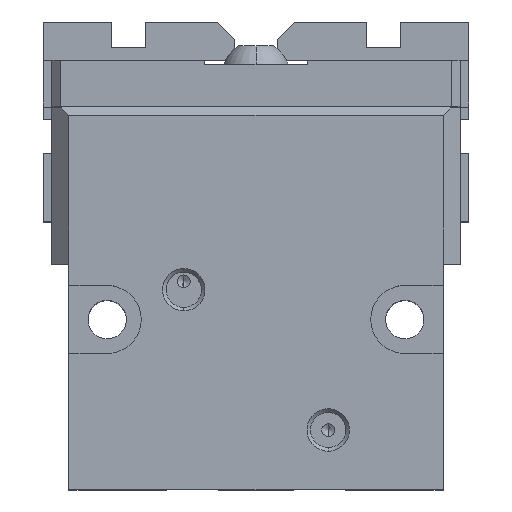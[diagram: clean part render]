
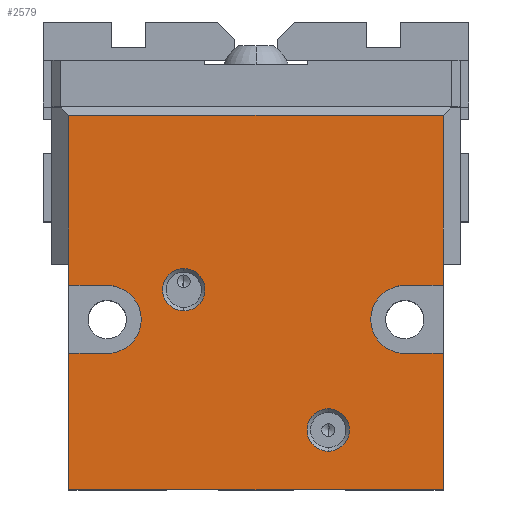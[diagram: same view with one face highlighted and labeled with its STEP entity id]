
A CAD part, top view. The second image highlights one B-rep face of the part: STEP entity #2579.
In plain terms, the highlighted planar face has unit normal (0, 0, 1).
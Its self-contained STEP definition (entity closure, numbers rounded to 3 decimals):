
#1593 = EDGE_CURVE( '', #2701, #1929, #4632, .T. );
#1595 = EDGE_CURVE( '', #1941, #4165, #4634, .T. );
#1617 = VERTEX_POINT( '', #4657 );
#1645 = EDGE_CURVE( '', #2375, #2741, #4686, .T. );
#1841 = VERTEX_POINT( '', #4896 );
#1913 = EDGE_CURVE( '', #2701, #2081, #4974, .T. );
#1929 = VERTEX_POINT( '', #4991 );
#1941 = VERTEX_POINT( '', #5005 );
#1969 = EDGE_CURVE( '', #2549, #1617, #5036, .T. );
#1997 = EDGE_CURVE( '', #2967, #4525, #5068, .T. );
#2001 = VERTEX_POINT( '', #5072 );
#2019 = EDGE_CURVE( '', #2741, #2375, #5091, .T. );
#2081 = VERTEX_POINT( '', #5160 );
#2263 = VERTEX_POINT( '', #5363 );
#2375 = VERTEX_POINT( '', #5491 );
#2549 = VERTEX_POINT( '', #5686 );
#2579 = ADVANCED_FACE( '', ( #5717, #5718, #5719 ), #5720, .T. );
#2701 = VERTEX_POINT( '', #5860 );
#2741 = VERTEX_POINT( '', #5905 );
#2967 = VERTEX_POINT( '', #6158 );
#2991 = EDGE_CURVE( '', #3303, #4409, #6186, .T. );
#3211 = EDGE_CURVE( '', #2263, #1841, #6433, .T. );
#3303 = VERTEX_POINT( '', #6532 );
#3371 = VERTEX_POINT( '', #6612 );
#3411 = EDGE_CURVE( '', #1841, #2001, #6659, .T. );
#3437 = EDGE_CURVE( '', #4409, #3903, #6685, .T. );
#3767 = EDGE_CURVE( '', #3371, #1617, #7050, .T. );
#3903 = VERTEX_POINT( '', #7199 );
#4105 = EDGE_CURVE( '', #2001, #1941, #7419, .T. );
#4141 = EDGE_CURVE( '', #4165, #3371, #7461, .T. );
#4165 = VERTEX_POINT( '', #7487 );
#4185 = EDGE_CURVE( '', #4525, #2967, #7509, .T. );
#4211 = EDGE_CURVE( '', #3903, #2081, #7536, .T. );
#4409 = VERTEX_POINT( '', #7755 );
#4477 = EDGE_CURVE( '', #3303, #2549, #7828, .T. );
#4525 = VERTEX_POINT( '', #7889 );
#4549 = EDGE_CURVE( '', #1929, #2263, #7915, .T. );
#4632 = LINE( '', #8032, #8033 );
#4634 = LINE( '', #8036, #8037 );
#4657 = CARTESIAN_POINT( '', ( -22., 44., 16. ) );
#4686 = CIRCLE( '', #8111, 2.5 );
#4896 = CARTESIAN_POINT( '', ( 17.5, 16., 16. ) );
#4974 = LINE( '', #8580, #8581 );
#4991 = CARTESIAN_POINT( '', ( 22., 0., 16. ) );
#5005 = CARTESIAN_POINT( '', ( 22., 24., 16. ) );
#5036 = LINE( '', #8669, #8670 );
#5068 = CIRCLE( '', #8711, 2.5 );
#5072 = CARTESIAN_POINT( '', ( 17.5, 24., 16. ) );
#5091 = CIRCLE( '', #8741, 2.5 );
#5160 = CARTESIAN_POINT( '', ( -22., 16., 16. ) );
#5363 = CARTESIAN_POINT( '', ( 22., 16., 16. ) );
#5491 = CARTESIAN_POINT( '', ( 8.5, 9.5, 16. ) );
#5686 = CARTESIAN_POINT( '', ( -22., 26.5, 16. ) );
#5717 = FACE_OUTER_BOUND( '', #9610, .T. );
#5718 = FACE_BOUND( '', #9611, .T. );
#5719 = FACE_BOUND( '', #9612, .T. );
#5720 = PLANE( '', #9613 );
#5860 = CARTESIAN_POINT( '', ( -22., 0., 16. ) );
#5905 = CARTESIAN_POINT( '', ( 8.5, 4.5, 16. ) );
#6158 = CARTESIAN_POINT( '', ( -8.5, 26., 16. ) );
#6186 = LINE( '', #10290, #10291 );
#6433 = LINE( '', #10649, #10650 );
#6532 = CARTESIAN_POINT( '', ( -22., 24., 16. ) );
#6612 = CARTESIAN_POINT( '', ( 22., 44., 16. ) );
#6659 = CIRCLE( '', #10964, 4. );
#6685 = CIRCLE( '', #10999, 4. );
#7050 = LINE( '', #11496, #11497 );
#7199 = CARTESIAN_POINT( '', ( -17.5, 16., 16. ) );
#7419 = LINE( '', #12038, #12039 );
#7461 = LINE( '', #12113, #12114 );
#7487 = CARTESIAN_POINT( '', ( 22., 26.5, 16. ) );
#7509 = CIRCLE( '', #12178, 2.5 );
#7536 = LINE( '', #12219, #12220 );
#7755 = CARTESIAN_POINT( '', ( -17.5, 24., 16. ) );
#7828 = LINE( '', #12657, #12658 );
#7889 = CARTESIAN_POINT( '', ( -8.5, 21., 16. ) );
#7915 = LINE( '', #12767, #12768 );
#8032 = CARTESIAN_POINT( '', ( -22., 0., 16. ) );
#8033 = VECTOR( '', #12853, 1. );
#8036 = CARTESIAN_POINT( '', ( 22., 0., 16. ) );
#8037 = VECTOR( '', #12854, 1. );
#8111 = AXIS2_PLACEMENT_3D( '', #12889, #12890, #12891 );
#8580 = CARTESIAN_POINT( '', ( -22., 0., 16. ) );
#8581 = VECTOR( '', #13157, 1. );
#8669 = CARTESIAN_POINT( '', ( -22., 26.5, 16. ) );
#8670 = VECTOR( '', #13227, 1. );
#8711 = AXIS2_PLACEMENT_3D( '', #13267, #13268, #13269 );
#8741 = AXIS2_PLACEMENT_3D( '', #13284, #13285, #13286 );
#9610 = EDGE_LOOP( '', ( #13975, #13976, #13977, #13978, #13979, #13980, #13981, #13982, #13983, #13984, #13985, #13986, #13987, #13988 ) );
#9611 = EDGE_LOOP( '', ( #13989, #13990 ) );
#9612 = EDGE_LOOP( '', ( #13991, #13992 ) );
#9613 = AXIS2_PLACEMENT_3D( '', #13993, #13994, #13995 );
#10290 = CARTESIAN_POINT( '', ( -4., 24., 16. ) );
#10291 = VECTOR( '', #14537, 1. );
#10649 = CARTESIAN_POINT( '', ( 25., 16., 16. ) );
#10650 = VECTOR( '', #14863, 1. );
#10964 = AXIS2_PLACEMENT_3D( '', #15156, #15157, #15158 );
#10999 = AXIS2_PLACEMENT_3D( '', #15163, #15164, #15165 );
#11496 = CARTESIAN_POINT( '', ( 23.5, 44., 16. ) );
#11497 = VECTOR( '', #15577, 1. );
#12038 = CARTESIAN_POINT( '', ( 19.75, 24., 16. ) );
#12039 = VECTOR( '', #15956, 1. );
#12113 = CARTESIAN_POINT( '', ( 22., 26.5, 16. ) );
#12114 = VECTOR( '', #16020, 1. );
#12178 = AXIS2_PLACEMENT_3D( '', #16063, #16064, #16065 );
#12219 = CARTESIAN_POINT( '', ( 2.25, 16., 16. ) );
#12220 = VECTOR( '', #16090, 1. );
#12657 = CARTESIAN_POINT( '', ( -22., 0., 16. ) );
#12658 = VECTOR( '', #16426, 1. );
#12767 = CARTESIAN_POINT( '', ( 22., 0., 16. ) );
#12768 = VECTOR( '', #16563, 1. );
#12853 = DIRECTION( '', ( 1., 0., 0. ) );
#12854 = DIRECTION( '', ( 0., 1., 0. ) );
#12889 = CARTESIAN_POINT( '', ( 8.5, 7., 16. ) );
#12890 = DIRECTION( '', ( 0., 0., -1. ) );
#12891 = DIRECTION( '', ( 0., 1., 0. ) );
#13157 = DIRECTION( '', ( 0., 1., 0. ) );
#13227 = DIRECTION( '', ( 0., 1., 0. ) );
#13267 = CARTESIAN_POINT( '', ( -8.5, 23.5, 16. ) );
#13268 = DIRECTION( '', ( 0., 0., -1. ) );
#13269 = DIRECTION( '', ( 0., 1., 0. ) );
#13284 = CARTESIAN_POINT( '', ( 8.5, 7., 16. ) );
#13285 = DIRECTION( '', ( 0., 0., -1. ) );
#13286 = DIRECTION( '', ( 0., 1., 0. ) );
#13975 = ORIENTED_EDGE( '', *, *, #4477, .F. );
#13976 = ORIENTED_EDGE( '', *, *, #2991, .T. );
#13977 = ORIENTED_EDGE( '', *, *, #3437, .T. );
#13978 = ORIENTED_EDGE( '', *, *, #4211, .T. );
#13979 = ORIENTED_EDGE( '', *, *, #1913, .F. );
#13980 = ORIENTED_EDGE( '', *, *, #1593, .T. );
#13981 = ORIENTED_EDGE( '', *, *, #4549, .T. );
#13982 = ORIENTED_EDGE( '', *, *, #3211, .T. );
#13983 = ORIENTED_EDGE( '', *, *, #3411, .T. );
#13984 = ORIENTED_EDGE( '', *, *, #4105, .T. );
#13985 = ORIENTED_EDGE( '', *, *, #1595, .T. );
#13986 = ORIENTED_EDGE( '', *, *, #4141, .T. );
#13987 = ORIENTED_EDGE( '', *, *, #3767, .T. );
#13988 = ORIENTED_EDGE( '', *, *, #1969, .F. );
#13989 = ORIENTED_EDGE( '', *, *, #1997, .T. );
#13990 = ORIENTED_EDGE( '', *, *, #4185, .T. );
#13991 = ORIENTED_EDGE( '', *, *, #1645, .T. );
#13992 = ORIENTED_EDGE( '', *, *, #2019, .T. );
#13993 = CARTESIAN_POINT( '', ( 22., 0., 16. ) );
#13994 = DIRECTION( '', ( 0., 0., 1. ) );
#13995 = DIRECTION( '', ( 1., 0., 0. ) );
#14537 = DIRECTION( '', ( 1., 0., 0. ) );
#14863 = DIRECTION( '', ( -1., 0., 0. ) );
#15156 = CARTESIAN_POINT( '', ( 17.5, 20., 16. ) );
#15157 = DIRECTION( '', ( 0., 0., -1. ) );
#15158 = DIRECTION( '', ( 0., 1., 0. ) );
#15163 = CARTESIAN_POINT( '', ( -17.5, 20., 16. ) );
#15164 = DIRECTION( '', ( 0., 0., -1. ) );
#15165 = DIRECTION( '', ( 0., -1., 0. ) );
#15577 = DIRECTION( '', ( -1., 0., 0. ) );
#15956 = DIRECTION( '', ( 1., 0., 0. ) );
#16020 = DIRECTION( '', ( 0., 1., 0. ) );
#16063 = CARTESIAN_POINT( '', ( -8.5, 23.5, 16. ) );
#16064 = DIRECTION( '', ( 0., 0., -1. ) );
#16065 = DIRECTION( '', ( 0., 1., 0. ) );
#16090 = DIRECTION( '', ( -1., 0., 0. ) );
#16426 = DIRECTION( '', ( 0., 1., 0. ) );
#16563 = DIRECTION( '', ( 0., 1., 0. ) );
